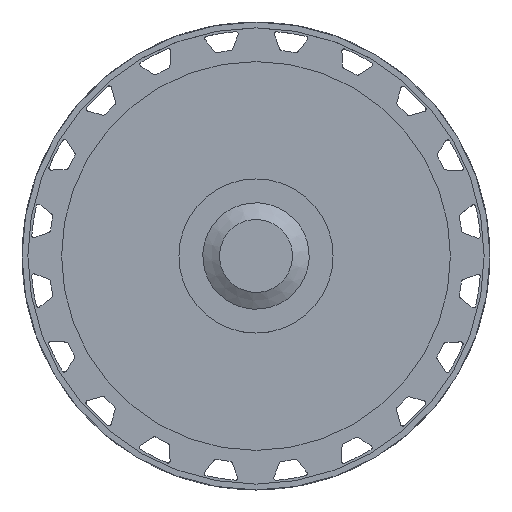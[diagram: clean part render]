
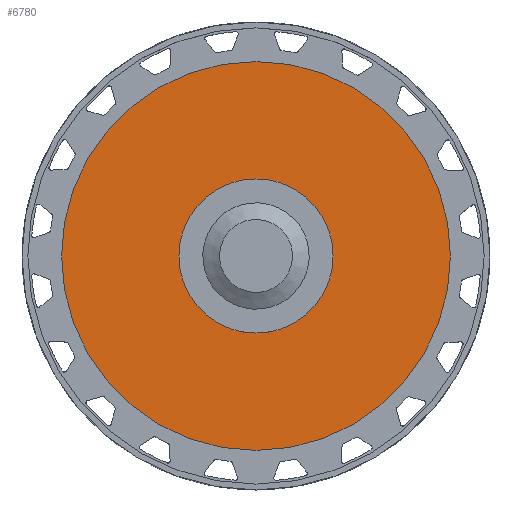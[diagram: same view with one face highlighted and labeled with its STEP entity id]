
A CAD part, top view. The second image highlights one B-rep face of the part: STEP entity #6780.
In plain terms, the highlighted planar face has unit normal (0, 0, 1).
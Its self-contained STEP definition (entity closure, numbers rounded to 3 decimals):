
#160 = AXIS2_PLACEMENT_3D ( 'NONE', #8980, #790, #6425 ) ;
#182 = PLANE ( 'NONE',  #9933 ) ;
#790 = DIRECTION ( 'NONE',  ( 0., 0., 1. ) ) ;
#1843 = FACE_OUTER_BOUND ( 'NONE', #9104, .T. ) ;
#3385 = FACE_BOUND ( 'NONE', #6649, .T. ) ;
#3618 = CARTESIAN_POINT ( 'NONE',  ( 0., 133.375, 183. ) ) ;
#3837 = AXIS2_PLACEMENT_3D ( 'NONE', #4901, #8290, #10005 ) ;
#4329 = DIRECTION ( 'NONE',  ( 0., 0., 1. ) ) ;
#4901 = CARTESIAN_POINT ( 'NONE',  ( 0., 0., 183. ) ) ;
#5794 = CIRCLE ( 'NONE', #160, 133.375 ) ;
#6425 = DIRECTION ( 'NONE',  ( 0., 1., 0. ) ) ;
#6649 = EDGE_LOOP ( 'NONE', ( #9479 ) ) ;
#6757 = CARTESIAN_POINT ( 'NONE',  ( 0., 0., 183. ) ) ;
#6780 = ADVANCED_FACE ( 'NONE', ( #3385, #1843 ), #182, .T. ) ;
#7803 = EDGE_CURVE ( 'NONE', #8716, #8716, #5794, .T. ) ;
#8259 = CIRCLE ( 'NONE', #3837, 52.875 ) ;
#8290 = DIRECTION ( 'NONE',  ( 0., 0., 1. ) ) ;
#8716 = VERTEX_POINT ( 'NONE', #3618 ) ;
#8816 = CARTESIAN_POINT ( 'NONE',  ( 0., 52.875, 183. ) ) ;
#8980 = CARTESIAN_POINT ( 'NONE',  ( 0., 0., 183. ) ) ;
#9104 = EDGE_LOOP ( 'NONE', ( #10102 ) ) ;
#9479 = ORIENTED_EDGE ( 'NONE', *, *, #9871, .F. ) ;
#9871 = EDGE_CURVE ( 'NONE', #10376, #10376, #8259, .T. ) ;
#9933 = AXIS2_PLACEMENT_3D ( 'NONE', #6757, #4329, #10203 ) ;
#10005 = DIRECTION ( 'NONE',  ( 0., 1., 0. ) ) ;
#10102 = ORIENTED_EDGE ( 'NONE', *, *, #7803, .T. ) ;
#10203 = DIRECTION ( 'NONE',  ( 0., 1., 0. ) ) ;
#10376 = VERTEX_POINT ( 'NONE', #8816 ) ;
